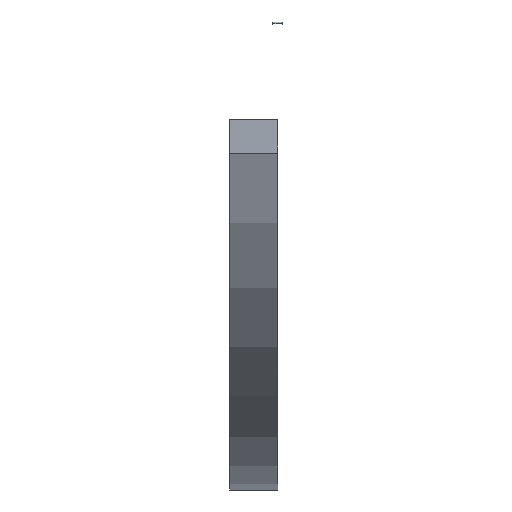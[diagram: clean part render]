
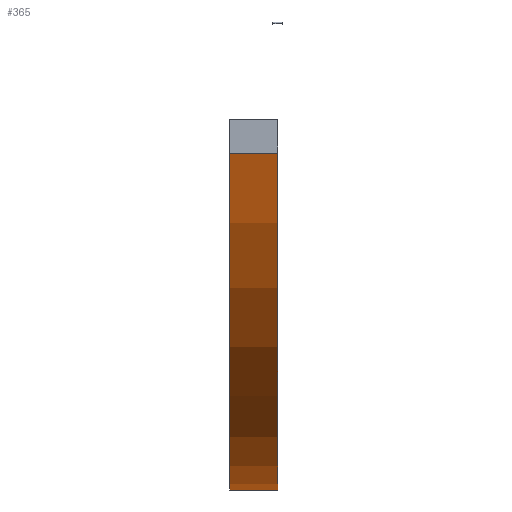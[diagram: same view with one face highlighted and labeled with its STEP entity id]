
A CAD part, front view. The second image highlights one B-rep face of the part: STEP entity #365.
In plain terms, the highlighted cylindrical face has radius 970 mm (diameter 1940 mm), a partial arc.
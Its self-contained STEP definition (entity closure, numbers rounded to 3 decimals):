
#210=CARTESIAN_POINT('Vertex',(50.,-300.,611.)) ;
#213=CARTESIAN_POINT('Line Origine',(0.,-300.,611.)) ;
#217=CARTESIAN_POINT('Vertex',(-50.,-300.,611.)) ;
#304=CARTESIAN_POINT('Vertex',(50.,-1231.665,1311.)) ;
#307=CARTESIAN_POINT('Axis2P3D Location',(50.,-300.,1581.)) ;
#342=CARTESIAN_POINT('Axis2P3D Location',(0.,-300.,1581.)) ;
#347=CARTESIAN_POINT('Line Origine',(0.,-1231.665,1311.)) ;
#351=CARTESIAN_POINT('Vertex',(-50.,-1231.665,1311.)) ;
#354=CARTESIAN_POINT('Axis2P3D Location',(-50.,-300.,1581.)) ;
#215=VECTOR('Line Direction',#214,1.) ;
#349=VECTOR('Line Direction',#348,1.) ;
#214=DIRECTION('Vector Direction',(1.,0.,0.)) ;
#308=DIRECTION('Axis2P3D Direction',(1.,0.,0.)) ;
#343=DIRECTION('Axis2P3D Direction',(1.,0.,0.)) ;
#344=DIRECTION('Axis2P3D XDirection',(0.,-0.96,-0.278)) ;
#348=DIRECTION('Vector Direction',(1.,0.,0.)) ;
#355=DIRECTION('Axis2P3D Direction',(1.,0.,0.)) ;
#309=AXIS2_PLACEMENT_3D('Circle Axis2P3D',#307,#308,$) ;
#345=AXIS2_PLACEMENT_3D('Cylinder Axis2P3D',#342,#343,#344) ;
#356=AXIS2_PLACEMENT_3D('Circle Axis2P3D',#354,#355,$) ;
#216=LINE('Line',#213,#215) ;
#350=LINE('Line',#347,#349) ;
#310=CIRCLE('generated circle',#309,970.) ;
#357=CIRCLE('generated circle',#356,970.) ;
#346=CYLINDRICAL_SURFACE('generated cylinder',#345,970.) ;
#219=EDGE_CURVE('',#218,#211,#216,.T.) ;
#311=EDGE_CURVE('',#211,#305,#310,.F.) ;
#353=EDGE_CURVE('',#352,#305,#350,.T.) ;
#358=EDGE_CURVE('',#218,#352,#357,.F.) ;
#359=EDGE_LOOP('',(#360,#361,#362,#363)) ;
#360=ORIENTED_EDGE('',*,*,#311,.T.) ;
#361=ORIENTED_EDGE('',*,*,#353,.F.) ;
#362=ORIENTED_EDGE('',*,*,#358,.F.) ;
#363=ORIENTED_EDGE('',*,*,#219,.T.) ;
#211=VERTEX_POINT('',#210) ;
#218=VERTEX_POINT('',#217) ;
#305=VERTEX_POINT('',#304) ;
#352=VERTEX_POINT('',#351) ;
#365=ADVANCED_FACE('PartBody',(#364),#346,.T.) ;
#364=FACE_OUTER_BOUND('',#359,.T.) ;
